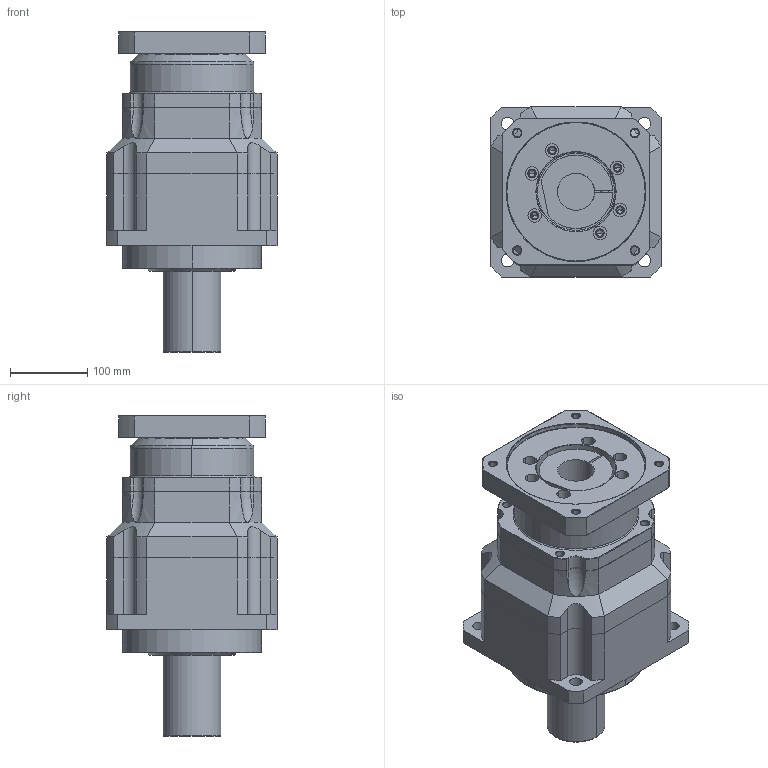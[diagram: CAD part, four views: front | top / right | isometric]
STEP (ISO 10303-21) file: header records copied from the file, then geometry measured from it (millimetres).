
FILE_DESCRIPTION((''),'2;1');
FILE_NAME('AB2202-P4160301_ASM','2008-02-25T',('d00280'),(''),'PRO/ENGINEER BY PARAMETRIC TECHNOLOGY CORPORATION, 2006170','PRO/ENGINEER BY PARAMETRIC TECHNOLOGY CORPORATION, 2006170','');
FILE_SCHEMA(('CONFIG_CONTROL_DESIGN'));
Length unit declared in the file: millimetre
Products named in the file (5): AB2202; AB2202-1; PK960001; P4160301; AB2202-P4160301_ASM
Assembly tree (4 placements, depth 2):
  AB2202-P4160301_ASM
    AB2202
    AB2202-1
    PK960001
    P4160301
Bounding box: 220 x 220 x 415 mm (x, y, z)
Volume: 9782113.5 mm3; surface area: 612220.4 mm2
Topology: 4 solids, 16 shells, 478 faces, 1135 edges, 691 vertices
Faces by surface type: cylinder 197, cone 108, plane 107, torus 62, bspline 4
Entity records: 14374 total; most frequent: CARTESIAN_POINT 2895, DIRECTION 2603, ORIENTED_EDGE 2192, EDGE_CURVE 1121, AXIS2_PLACEMENT_3D 1072, VERTEX_POINT 691, CIRCLE 583, EDGE_LOOP 562
